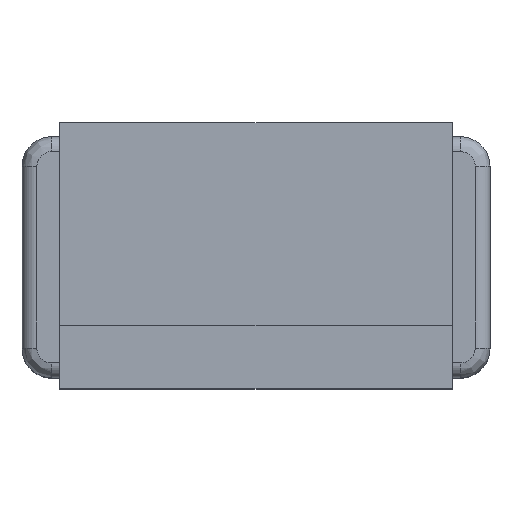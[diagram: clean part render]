
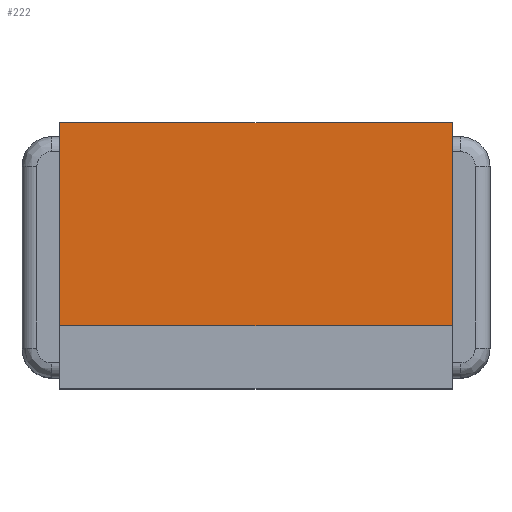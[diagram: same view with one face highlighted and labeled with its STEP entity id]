
A CAD part, top view. The second image highlights one B-rep face of the part: STEP entity #222.
In plain terms, the highlighted planar face has unit normal (0, 0, 1).
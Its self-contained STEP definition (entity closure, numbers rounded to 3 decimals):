
#3 = CARTESIAN_POINT ( 'NONE',  ( -0.66, 0.882, 1.04 ) ) ;
#32 = CARTESIAN_POINT ( 'NONE',  ( 0.66, 0.2, 1.04 ) ) ;
#36 = CARTESIAN_POINT ( 'NONE',  ( -0.66, 0.2, 1.04 ) ) ;
#64 = VERTEX_POINT ( 'NONE', #3 ) ;
#86 = VERTEX_POINT ( 'NONE', #32 ) ;
#91 = VERTEX_POINT ( 'NONE', #36 ) ;
#94 = VERTEX_POINT ( 'NONE', #1832 ) ;
#148 = ORIENTED_EDGE ( 'NONE', *, *, #314, .F. ) ;
#201 = AXIS2_PLACEMENT_3D ( 'NONE', #1939, #1940, #1941 ) ;
#202 = VECTOR ( 'NONE', #1888, 1000. ) ;
#217 = EDGE_CURVE ( 'NONE', #64, #91, #634, .T. ) ;
#222 = ADVANCED_FACE ( 'NONE', ( #1981 ), #1938, .F. ) ;
#314 = EDGE_CURVE ( 'NONE', #64, #94, #693, .T. ) ;
#320 = EDGE_CURVE ( 'NONE', #86, #91, #699, .T. ) ;
#357 = EDGE_CURVE ( 'NONE', #86, #94, #1400, .T. ) ;
#559 = ORIENTED_EDGE ( 'NONE', *, *, #217, .T. ) ;
#560 = ORIENTED_EDGE ( 'NONE', *, *, #357, .T. ) ;
#634 = LINE ( 'NONE', #1887, #202 ) ;
#693 = LINE ( 'NONE', #901, #872 ) ;
#699 = LINE ( 'NONE', #913, #878 ) ;
#872 = VECTOR ( 'NONE', #902, 1000. ) ;
#878 = VECTOR ( 'NONE', #914, 1000. ) ;
#901 = CARTESIAN_POINT ( 'NONE',  ( -0.66, 0.882, 1.04 ) ) ;
#902 = DIRECTION ( 'NONE',  ( 1., 0., 0. ) ) ;
#913 = CARTESIAN_POINT ( 'NONE',  ( -0.66, 0.2, 1.04 ) ) ;
#914 = DIRECTION ( 'NONE',  ( -1., 0., 0. ) ) ;
#1324 = CARTESIAN_POINT ( 'NONE',  ( 0.66, 0.862, 1.04 ) ) ;
#1325 = DIRECTION ( 'NONE',  ( 0., 1., 0. ) ) ;
#1400 = LINE ( 'NONE', #1324, #1471 ) ;
#1471 = VECTOR ( 'NONE', #1325, 1000. ) ;
#1832 = CARTESIAN_POINT ( 'NONE',  ( 0.66, 0.882, 1.04 ) ) ;
#1887 = CARTESIAN_POINT ( 'NONE',  ( -0.66, 0.862, 1.04 ) ) ;
#1888 = DIRECTION ( 'NONE',  ( 0., -1., 0. ) ) ;
#1938 = PLANE ( 'NONE',  #201 ) ;
#1939 = CARTESIAN_POINT ( 'NONE',  ( -0.66, 0.862, 1.04 ) ) ;
#1940 = DIRECTION ( 'NONE',  ( 0., 0., -1. ) ) ;
#1941 = DIRECTION ( 'NONE',  ( -1., 0., 0. ) ) ;
#1981 = FACE_OUTER_BOUND ( 'NONE', #2451, .T. ) ;
#2410 = ORIENTED_EDGE ( 'NONE', *, *, #320, .F. ) ;
#2451 = EDGE_LOOP ( 'NONE', ( #560, #148, #559, #2410 ) ) ;
